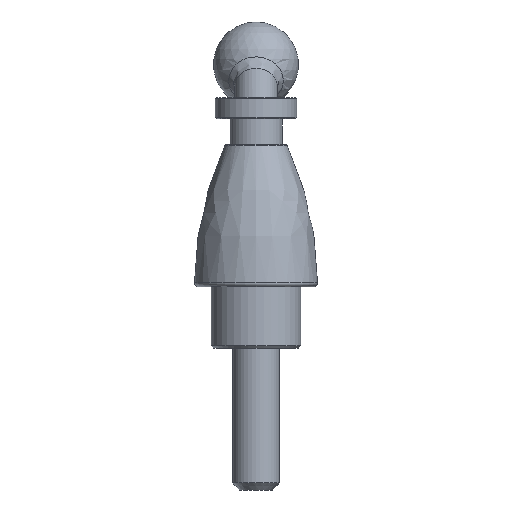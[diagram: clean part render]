
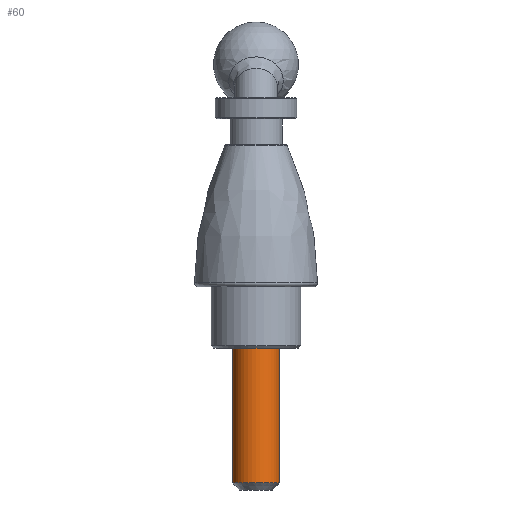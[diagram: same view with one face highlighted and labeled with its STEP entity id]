
A CAD part, left-side view. The second image highlights one B-rep face of the part: STEP entity #60.
In plain terms, the highlighted cylindrical face has radius 5 mm (diameter 10 mm), a full revolution.
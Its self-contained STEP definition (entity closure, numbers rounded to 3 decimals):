
#60 = ADVANCED_FACE( '', ( #140, #141 ), #142, .T. );
#140 = FACE_OUTER_BOUND( '', #257, .T. );
#141 = FACE_OUTER_BOUND( '', #258, .T. );
#142 = CYLINDRICAL_SURFACE( '', #259, 5. );
#257 = EDGE_LOOP( '', ( #1880 ) );
#258 = EDGE_LOOP( '', ( #1881 ) );
#259 = AXIS2_PLACEMENT_3D( '', #1882, #1883, #1884 );
#1880 = ORIENTED_EDGE( '', *, *, #2023, .T. );
#1881 = ORIENTED_EDGE( '', *, *, #2024, .T. );
#1882 = CARTESIAN_POINT( '', ( 0., 0., -30. ) );
#1883 = DIRECTION( '', ( 0., 0., -1. ) );
#1884 = DIRECTION( '', ( 1., 0., 0. ) );
#2023 = EDGE_CURVE( '', #2083, #2083, #2084, .F. );
#2024 = EDGE_CURVE( '', #2085, #2085, #2086, .F. );
#2083 = VERTEX_POINT( '', #2165 );
#2084 = CIRCLE( '', #2166, 5. );
#2085 = VERTEX_POINT( '', #2167 );
#2086 = CIRCLE( '', #2168, 5. );
#2165 = CARTESIAN_POINT( '', ( -5., 0., -28.5 ) );
#2166 = AXIS2_PLACEMENT_3D( '', #3132, #3133, #3134 );
#2167 = CARTESIAN_POINT( '', ( 5., 0., 0. ) );
#2168 = AXIS2_PLACEMENT_3D( '', #3135, #3136, #3137 );
#3132 = CARTESIAN_POINT( '', ( 0., 0., -28.5 ) );
#3133 = DIRECTION( '', ( 0., 0., -1. ) );
#3134 = DIRECTION( '', ( -1., 0., 0. ) );
#3135 = CARTESIAN_POINT( '', ( 0., 0., 0. ) );
#3136 = DIRECTION( '', ( 0., 0., 1. ) );
#3137 = DIRECTION( '', ( 1., 0., 0. ) );
